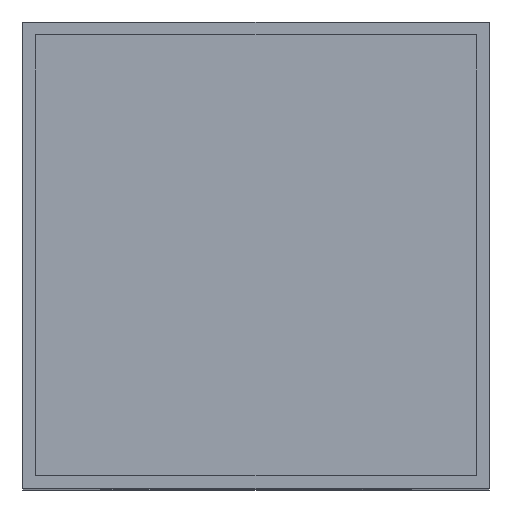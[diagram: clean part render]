
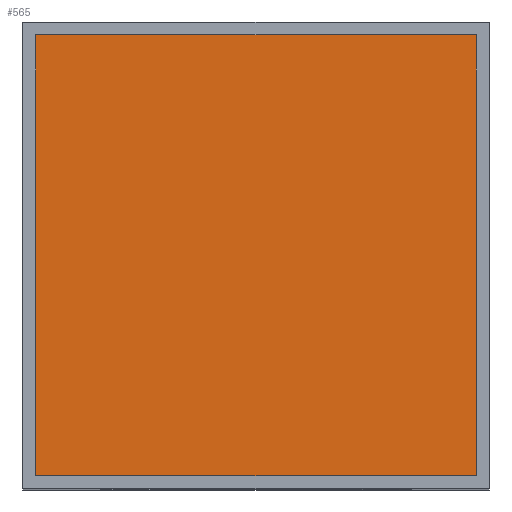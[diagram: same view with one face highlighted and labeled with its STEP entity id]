
A CAD part, top view. The second image highlights one B-rep face of the part: STEP entity #565.
In plain terms, the highlighted planar face has unit normal (0, 0, 1).
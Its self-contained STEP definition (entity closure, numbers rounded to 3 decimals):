
#57=PLANE('',#608);
#88=FACE_OUTER_BOUND('',#130,.T.);
#130=EDGE_LOOP('',(#524,#525,#526,#527));
#184=LINE('',#889,#248);
#188=LINE('',#897,#252);
#191=LINE('',#903,#255);
#194=LINE('',#908,#258);
#248=VECTOR('',#735,10.);
#252=VECTOR('',#741,10.);
#255=VECTOR('',#746,10.);
#258=VECTOR('',#751,10.);
#308=VERTEX_POINT('',#887);
#309=VERTEX_POINT('',#888);
#312=VERTEX_POINT('',#896);
#314=VERTEX_POINT('',#902);
#376=EDGE_CURVE('',#308,#309,#184,.T.);
#380=EDGE_CURVE('',#309,#312,#188,.T.);
#383=EDGE_CURVE('',#312,#314,#191,.T.);
#386=EDGE_CURVE('',#314,#308,#194,.T.);
#524=ORIENTED_EDGE('',*,*,#386,.T.);
#525=ORIENTED_EDGE('',*,*,#376,.T.);
#526=ORIENTED_EDGE('',*,*,#380,.T.);
#527=ORIENTED_EDGE('',*,*,#383,.T.);
#565=ADVANCED_FACE('',(#88),#57,.T.);
#608=AXIS2_PLACEMENT_3D('',#910,#753,#754);
#735=DIRECTION('',(0.,1.,0.));
#741=DIRECTION('',(-1.,0.,0.));
#746=DIRECTION('',(0.,-1.,0.));
#751=DIRECTION('',(1.,0.,0.));
#753=DIRECTION('center_axis',(0.,0.,1.));
#754=DIRECTION('ref_axis',(1.,0.,0.));
#887=CARTESIAN_POINT('',(170.,0.,340.));
#888=CARTESIAN_POINT('',(170.,170.,340.));
#889=CARTESIAN_POINT('',(170.,127.5,340.));
#896=CARTESIAN_POINT('',(0.,170.,340.));
#897=CARTESIAN_POINT('',(42.5,170.,340.));
#902=CARTESIAN_POINT('',(0.,0.,340.));
#903=CARTESIAN_POINT('',(0.,42.5,340.));
#908=CARTESIAN_POINT('',(127.5,0.,340.));
#910=CARTESIAN_POINT('Origin',(85.,85.,340.));
